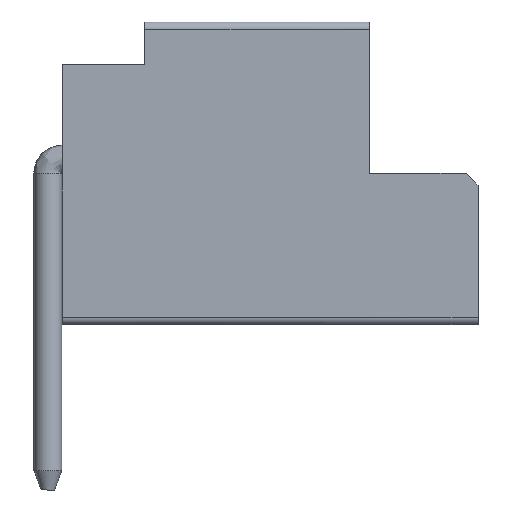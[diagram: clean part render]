
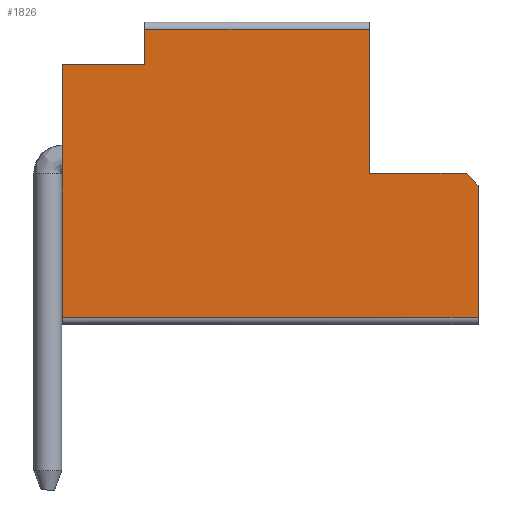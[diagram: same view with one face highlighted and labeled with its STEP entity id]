
A CAD part, left-side view. The second image highlights one B-rep face of the part: STEP entity #1826.
In plain terms, the highlighted free-form (B-spline) face has degree [1, 1] with [2, 2] control points.
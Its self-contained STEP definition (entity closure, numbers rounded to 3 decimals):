
#993 = VERTEX_POINT('',#994);
#994 = CARTESIAN_POINT('',(-6.173,4.027,8.941)
  );
#1024 = VERTEX_POINT('',#1025);
#1025 = CARTESIAN_POINT('',(-6.173,4.027,3.657
    ));
#1031 = EDGE_CURVE('',#993,#1024,#1032,.T.);
#1032 = B_SPLINE_CURVE_WITH_KNOTS('',1,(#1033,#1034),.UNSPECIFIED.,.F.,
  .F.,(2,2),(0.889,6.172),.PIECEWISE_BEZIER_KNOTS.);
#1033 = CARTESIAN_POINT('',(-6.173,4.027,8.941
    ));
#1034 = CARTESIAN_POINT('',(-6.173,4.027,3.657
    ));
#1430 = EDGE_CURVE('',#993,#1431,#1433,.T.);
#1431 = VERTEX_POINT('',#1432);
#1432 = CARTESIAN_POINT('',(-6.173,2.299,8.941
    ));
#1433 = B_SPLINE_CURVE_WITH_KNOTS('',1,(#1434,#1435),.UNSPECIFIED.,.F.,
  .F.,(2,2),(0.,1.728),.PIECEWISE_BEZIER_KNOTS.);
#1434 = CARTESIAN_POINT('',(-6.173,4.027,8.941
    ));
#1435 = CARTESIAN_POINT('',(-6.173,2.299,8.941
    ));
#1640 = VERTEX_POINT('',#1641);
#1641 = CARTESIAN_POINT('',(-6.173,-2.392,9.681
    ));
#1647 = EDGE_CURVE('',#1640,#1648,#1650,.T.);
#1648 = VERTEX_POINT('',#1649);
#1649 = CARTESIAN_POINT('',(-6.173,-2.392,
    6.669));
#1650 = B_SPLINE_CURVE_WITH_KNOTS('',1,(#1651,#1652),.UNSPECIFIED.,.F.,
  .F.,(2,2),(0.148,3.16),.PIECEWISE_BEZIER_KNOTS.);
#1651 = CARTESIAN_POINT('',(-6.173,-2.392,9.681
    ));
#1652 = CARTESIAN_POINT('',(-6.173,-2.392,
    6.669));
#1826 = ADVANCED_FACE('',(#1827),#1870,.F.);
#1827 = FACE_BOUND('',#1828,.T.);
#1828 = EDGE_LOOP('',(#1829,#1836,#1837,#1838,#1845,#1852,#1859,#1864,
    #1865));
#1829 = ORIENTED_EDGE('',*,*,#1830,.F.);
#1830 = EDGE_CURVE('',#1431,#1831,#1833,.T.);
#1831 = VERTEX_POINT('',#1832);
#1832 = CARTESIAN_POINT('',(-6.173,2.299,9.681)
  );
#1833 = B_SPLINE_CURVE_WITH_KNOTS('',1,(#1834,#1835),.UNSPECIFIED.,.F.,
  .F.,(2,2),(12.465,13.205),.PIECEWISE_BEZIER_KNOTS.);
#1834 = CARTESIAN_POINT('',(-6.173,2.299,8.941
    ));
#1835 = CARTESIAN_POINT('',(-6.173,2.299,9.681)
  );
#1836 = ORIENTED_EDGE('',*,*,#1430,.F.);
#1837 = ORIENTED_EDGE('',*,*,#1031,.T.);
#1838 = ORIENTED_EDGE('',*,*,#1839,.T.);
#1839 = EDGE_CURVE('',#1024,#1840,#1842,.T.);
#1840 = VERTEX_POINT('',#1841);
#1841 = CARTESIAN_POINT('',(-6.173,-4.663,
    3.657));
#1842 = B_SPLINE_CURVE_WITH_KNOTS('',1,(#1843,#1844),.UNSPECIFIED.,.F.,
  .F.,(2,2),(-6.419,2.271),.PIECEWISE_BEZIER_KNOTS.);
#1843 = CARTESIAN_POINT('',(-6.173,4.027,3.657
    ));
#1844 = CARTESIAN_POINT('',(-6.173,-4.663,
    3.657));
#1845 = ORIENTED_EDGE('',*,*,#1846,.F.);
#1846 = EDGE_CURVE('',#1847,#1840,#1849,.T.);
#1847 = VERTEX_POINT('',#1848);
#1848 = CARTESIAN_POINT('',(-6.173,-4.663,
    6.423));
#1849 = B_SPLINE_CURVE_WITH_KNOTS('',1,(#1850,#1851),.UNSPECIFIED.,.F.,
  .F.,(2,2),(0.247,3.012),.PIECEWISE_BEZIER_KNOTS.);
#1850 = CARTESIAN_POINT('',(-6.173,-4.663,
    6.423));
#1851 = CARTESIAN_POINT('',(-6.173,-4.663,
    3.657));
#1852 = ORIENTED_EDGE('',*,*,#1853,.T.);
#1853 = EDGE_CURVE('',#1847,#1854,#1856,.T.);
#1854 = VERTEX_POINT('',#1855);
#1855 = CARTESIAN_POINT('',(-6.173,-4.416,
    6.669));
#1856 = B_SPLINE_CURVE_WITH_KNOTS('',1,(#1857,#1858),.UNSPECIFIED.,.F.,
  .F.,(2,2),(0.,0.349),
  .PIECEWISE_BEZIER_KNOTS.);
#1857 = CARTESIAN_POINT('',(-6.173,-4.663,
    6.423));
#1858 = CARTESIAN_POINT('',(-6.173,-4.416,
    6.669));
#1859 = ORIENTED_EDGE('',*,*,#1860,.T.);
#1860 = EDGE_CURVE('',#1854,#1648,#1861,.T.);
#1861 = B_SPLINE_CURVE_WITH_KNOTS('',1,(#1862,#1863),.UNSPECIFIED.,.F.,
  .F.,(2,2),(0.247,2.271),.PIECEWISE_BEZIER_KNOTS.);
#1862 = CARTESIAN_POINT('',(-6.173,-4.416,
    6.669));
#1863 = CARTESIAN_POINT('',(-6.173,-2.392,
    6.669));
#1864 = ORIENTED_EDGE('',*,*,#1647,.F.);
#1865 = ORIENTED_EDGE('',*,*,#1866,.T.);
#1866 = EDGE_CURVE('',#1640,#1831,#1867,.T.);
#1867 = B_SPLINE_CURVE_WITH_KNOTS('',1,(#1868,#1869),.UNSPECIFIED.,.F.,
  .F.,(2,2),(0.,4.691),.PIECEWISE_BEZIER_KNOTS.);
#1868 = CARTESIAN_POINT('',(-6.173,-2.392,9.681
    ));
#1869 = CARTESIAN_POINT('',(-6.173,2.299,9.681)
  );
#1870 = B_SPLINE_SURFACE_WITH_KNOTS('',1,1,(
    (#1871,#1872)
    ,(#1873,#1874
    )),.UNSPECIFIED.,.F.,.F.,.F.,(2,2),(2,2),(-6.419,
    2.271),(0.148,6.172),
  .PIECEWISE_BEZIER_KNOTS.);
#1871 = CARTESIAN_POINT('',(-6.173,4.027,9.681)
  );
#1872 = CARTESIAN_POINT('',(-6.173,4.027,3.657
    ));
#1873 = CARTESIAN_POINT('',(-6.173,-4.663,9.681
    ));
#1874 = CARTESIAN_POINT('',(-6.173,-4.663,
    3.657));
